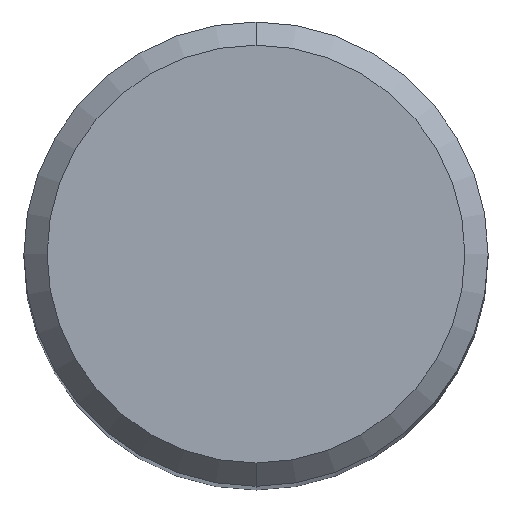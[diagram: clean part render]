
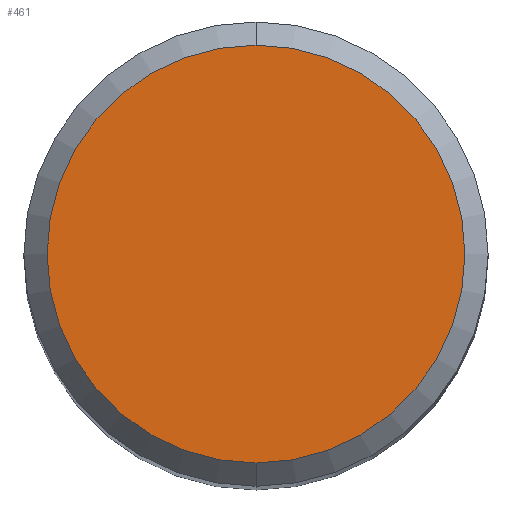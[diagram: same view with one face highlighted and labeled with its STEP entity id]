
A CAD part, top view. The second image highlights one B-rep face of the part: STEP entity #461.
In plain terms, the highlighted planar face has unit normal (0, 0, 1).
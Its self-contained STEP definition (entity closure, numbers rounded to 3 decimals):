
#211=EDGE_CURVE('',#323,#293,#522,.T.);
#293=VERTEX_POINT('',#617);
#323=VERTEX_POINT('',#648);
#427=EDGE_CURVE('',#293,#323,#760,.T.);
#461=ADVANCED_FACE('',(#797),#798,.T.);
#522=CIRCLE('',#866,3.6);
#617=CARTESIAN_POINT('',(0.,-3.6,0.0));
#648=CARTESIAN_POINT('',(0.0,3.6,0.0));
#760=CIRCLE('',#1345,3.6);
#797=FACE_OUTER_BOUND('',#1451,.T.);
#798=PLANE('',#1452);
#866=AXIS2_PLACEMENT_3D('',#1502,#1503,#1504);
#1345=AXIS2_PLACEMENT_3D('',#1772,#1773,#1774);
#1451=EDGE_LOOP('',(#1809,#1810));
#1452=AXIS2_PLACEMENT_3D('',#1811,#1812,#1813);
#1502=CARTESIAN_POINT('',(0.0,0.0,0.0));
#1503=DIRECTION('',(0.0,0.0,-1.0));
#1504=DIRECTION('',(0.0,1.0,0.0));
#1772=CARTESIAN_POINT('',(0.0,0.0,0.0));
#1773=DIRECTION('',(0.0,0.0,-1.0));
#1774=DIRECTION('',(0.0,1.0,0.0));
#1809=ORIENTED_EDGE('',*,*,#211,.F.);
#1810=ORIENTED_EDGE('',*,*,#427,.F.);
#1811=CARTESIAN_POINT('',(0.0,1.8,0.0));
#1812=DIRECTION('',(-0.0,0.0,1.0));
#1813=DIRECTION('',(0.0,-1.0,0.0));
